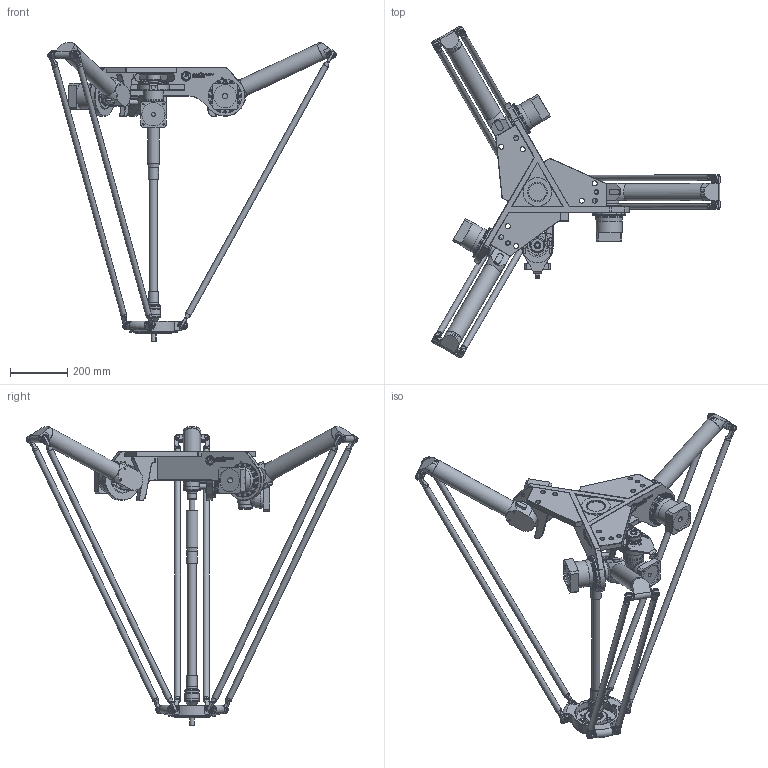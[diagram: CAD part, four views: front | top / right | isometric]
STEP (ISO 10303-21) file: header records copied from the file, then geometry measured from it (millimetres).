
FILE_DESCRIPTION(/* description */ (''),/* implementation_level */ '2;1');
FILE_NAME(/* name */ '3D-model_A_00051-TS1.stp',/* time_stamp */ '2022-02-07T15:38:39+01:00',/* author */ ('michael.schutter'),/* organization */ ('Majatronic'),/* preprocessor_version */ 'ST-DEVELOPER v16.5',/* originating_system */ 'Autodesk Inventor 2017',/* authorisation */ '');
FILE_SCHEMA (('AUTOMOTIVE_DESIGN { 1 0 10303 214 3 1 1 }'));
Length unit declared in the file: millimetre
Products named in the file (12): MT_BGR00019088MT_BGR; MT_BGR00018061MT_BGR; MT_WST00054385MT_WST; MT_WST00046397MT_WST; MT_WST00055606MT_WST; MT_WST00058144MT_WST; MT_WST00058086MT_WST; MT_WST00031699MT_WST; MT_WST00056692MT_WST; MT_WST00059466MT_WST; MT_WST00054372MT_WST; MT_WST00054373MT_WST
Assembly tree (25 placements, depth 3):
  MT_BGR00019088MT_BGR
    MT_BGR00018061MT_BGR
      MT_WST00054385MT_WST
      MT_WST00046397MT_WST  x3
      MT_WST00055606MT_WST
    MT_WST00058144MT_WST  x3
    MT_WST00031699MT_WST  x6
    MT_WST00058086MT_WST  x6
    MT_WST00056692MT_WST
    MT_WST00059466MT_WST
    MT_WST00054372MT_WST
    MT_WST00054373MT_WST
Bounding box: 1006.03 x 1158.53 x 1045.3 mm (x, y, z)
Volume: 16333689 mm3; surface area: 2031027.2 mm2
Topology: 25 solids, 27 shells, 3018 faces, 7043 edges, 4436 vertices
Faces by surface type: plane 1712, cylinder 866, cone 287, torus 93, bspline 56, sphere 4
Full cylindrical faces by diameter (mm): 4 x1, 4.134 x11, 4.917 x15, 6 x1, 6.647 x9, 8 x40, 8.5 x96, 10 x9, 11.4 x1, 12 x26, 14 x1, 14.5 x1, 15.4 x1, 16 x26, 17.5 x9, 18 x24, 19 x3, 19.7 x1, 20 x18, 23 x1, 23.9 x1, 24 x1, 25 x2, 26 x1, 28 x1, 28.4 x1, 31.5 x4, 32 x1, 34 x1, 35 x3
Entity records: 61951 total; most frequent: CARTESIAN_POINT 17053, DIRECTION 9201, ORIENTED_EDGE 8244, EDGE_CURVE 4122, AXIS2_PLACEMENT_3D 3318, VERTEX_POINT 2816, EDGE_LOOP 2618, LINE 2565
